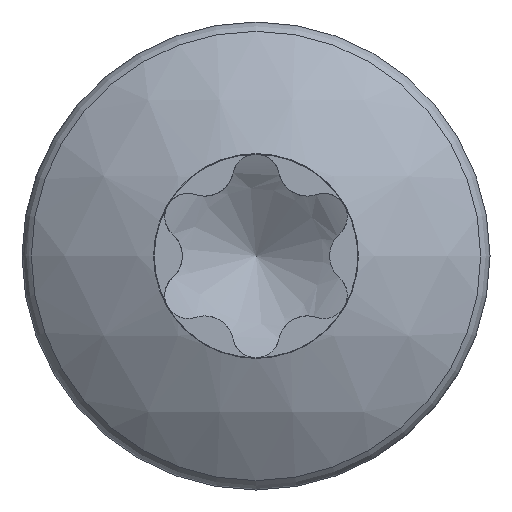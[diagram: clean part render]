
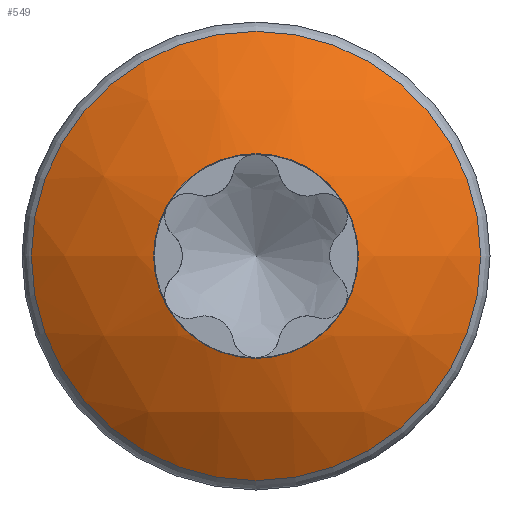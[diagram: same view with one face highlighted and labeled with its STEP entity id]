
A CAD part, left-side view. The second image highlights one B-rep face of the part: STEP entity #549.
In plain terms, the highlighted spherical face has radius 3.2 mm.
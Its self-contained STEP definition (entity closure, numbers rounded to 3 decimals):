
#82=SPHERICAL_SURFACE('',#599,3.2);
#123=FACE_BOUND('',#180,.T.);
#133=FACE_OUTER_BOUND('',#179,.T.);
#179=EDGE_LOOP('',(#387));
#180=EDGE_LOOP('',(#388));
#227=CIRCLE('',#597,1.92);
#229=CIRCLE('',#600,0.875);
#261=VERTEX_POINT('',#856);
#263=VERTEX_POINT('',#861);
#307=EDGE_CURVE('',#261,#261,#227,.T.);
#309=EDGE_CURVE('',#263,#263,#229,.T.);
#387=ORIENTED_EDGE('',*,*,#307,.F.);
#388=ORIENTED_EDGE('',*,*,#309,.T.);
#549=ADVANCED_FACE('',(#133,#123),#82,.T.);
#597=AXIS2_PLACEMENT_3D('',#857,#685,#686);
#599=AXIS2_PLACEMENT_3D('',#860,#689,#690);
#600=AXIS2_PLACEMENT_3D('',#862,#691,#692);
#685=DIRECTION('center_axis',(1.,0.,0.));
#686=DIRECTION('ref_axis',(0.,-1.,0.));
#689=DIRECTION('center_axis',(0.,0.,1.));
#690=DIRECTION('ref_axis',(1.,0.,0.));
#691=DIRECTION('center_axis',(1.,0.,0.));
#692=DIRECTION('ref_axis',(0.,1.,0.));
#856=CARTESIAN_POINT('',(-0.96,1.92,0.));
#857=CARTESIAN_POINT('Origin',(-0.96,0.,0.));
#860=CARTESIAN_POINT('Origin',(1.6,0.,0.));
#861=CARTESIAN_POINT('',(-1.478,0.875,0.));
#862=CARTESIAN_POINT('Origin',(-1.478,0.,0.));
